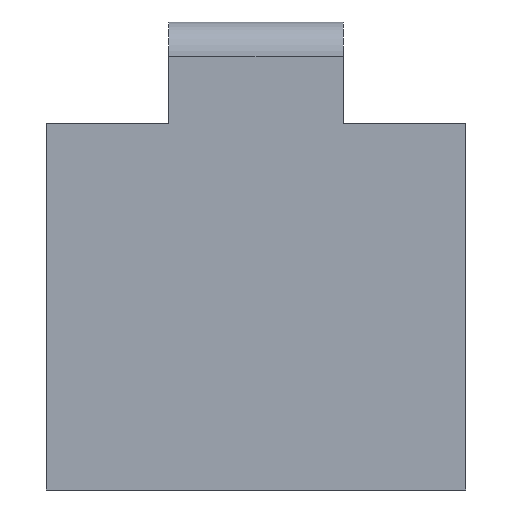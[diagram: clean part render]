
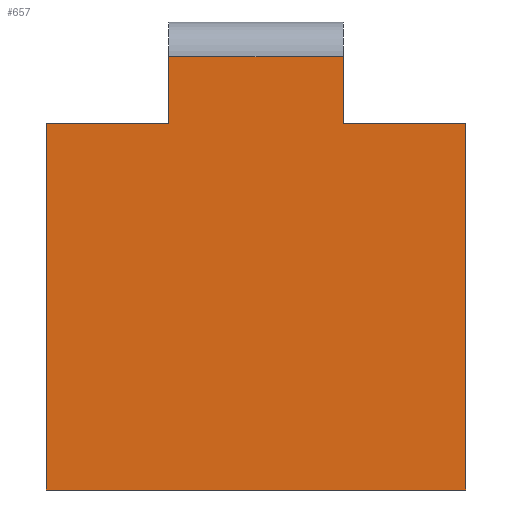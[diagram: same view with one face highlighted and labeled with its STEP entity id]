
A CAD part, front view. The second image highlights one B-rep face of the part: STEP entity #657.
In plain terms, the highlighted planar face has unit normal (0, -1, 0).
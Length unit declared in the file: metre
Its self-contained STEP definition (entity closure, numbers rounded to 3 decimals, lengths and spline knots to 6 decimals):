
#112=ORIENTED_EDGE('',*,*,#283,.T.);
#113=ORIENTED_EDGE('',*,*,#284,.F.);
#114=ORIENTED_EDGE('',*,*,#228,.F.);
#115=ORIENTED_EDGE('',*,*,#285,.T.);
#116=ORIENTED_EDGE('',*,*,#286,.T.);
#117=ORIENTED_EDGE('',*,*,#287,.F.);
#118=ORIENTED_EDGE('',*,*,#271,.F.);
#119=ORIENTED_EDGE('',*,*,#282,.T.);
#228=EDGE_CURVE('',#320,#321,#384,.T.);
#271=EDGE_CURVE('',#357,#355,#415,.T.);
#282=EDGE_CURVE('',#357,#364,#424,.T.);
#283=EDGE_CURVE('',#364,#365,#425,.T.);
#284=EDGE_CURVE('',#321,#365,#426,.T.);
#285=EDGE_CURVE('',#320,#366,#427,.T.);
#286=EDGE_CURVE('',#366,#367,#428,.T.);
#287=EDGE_CURVE('',#355,#367,#429,.T.);
#320=VERTEX_POINT('',#941);
#321=VERTEX_POINT('',#943);
#355=VERTEX_POINT('',#1026);
#357=VERTEX_POINT('',#1031);
#364=VERTEX_POINT('',#1051);
#365=VERTEX_POINT('',#1055);
#366=VERTEX_POINT('',#1058);
#367=VERTEX_POINT('',#1060);
#384=LINE('',#942,#456);
#415=LINE('',#1032,#487);
#424=LINE('',#1052,#496);
#425=LINE('',#1054,#497);
#426=LINE('',#1056,#498);
#427=LINE('',#1057,#499);
#428=LINE('',#1059,#500);
#429=LINE('',#1061,#501);
#456=VECTOR('',#755,1.);
#487=VECTOR('',#830,1.);
#496=VECTOR('',#847,1.);
#497=VECTOR('',#850,1.);
#498=VECTOR('',#851,1.);
#499=VECTOR('',#852,1.);
#500=VECTOR('',#853,1.);
#501=VECTOR('',#854,1.);
#545=EDGE_LOOP('',(#112,#113,#114,#115,#116,#117,#118,#119));
#591=FACE_BOUND('',#545,.T.);
#627=PLANE('',#720);
#657=ADVANCED_FACE('',(#591),#627,.F.);
#720=AXIS2_PLACEMENT_3D('',#1053,#848,#849);
#755=DIRECTION('',(1.,0.,0.));
#830=DIRECTION('',(1.,0.,0.));
#847=DIRECTION('',(0.,0.,-1.));
#848=DIRECTION('',(0.,1.,0.));
#849=DIRECTION('',(-1.,0.,0.));
#850=DIRECTION('',(1.,0.,0.));
#851=DIRECTION('',(0.,0.,-1.));
#852=DIRECTION('',(0.,0.,1.));
#853=DIRECTION('',(-1.,0.,0.));
#854=DIRECTION('',(0.,0.,1.));
#941=CARTESIAN_POINT('',(0.0025,-0.0171,0.0105));
#942=CARTESIAN_POINT('',(0.,-0.0171,0.0105));
#943=CARTESIAN_POINT('',(0.006,-0.0171,0.0105));
#1026=CARTESIAN_POINT('',(-0.0025,-0.0171,0.0105));
#1031=CARTESIAN_POINT('',(-0.006,-0.0171,0.0105));
#1032=CARTESIAN_POINT('',(0.,-0.0171,0.0105));
#1051=CARTESIAN_POINT('',(-0.006,-0.0171,0.));
#1052=CARTESIAN_POINT('',(-0.006,-0.0171,0.0105));
#1053=CARTESIAN_POINT('',(0.,-0.0171,0.0105));
#1054=CARTESIAN_POINT('',(0.,-0.0171,0.));
#1055=CARTESIAN_POINT('',(0.006,-0.0171,0.));
#1056=CARTESIAN_POINT('',(0.006,-0.0171,0.0105));
#1057=CARTESIAN_POINT('',(0.0025,-0.0171,0.01145));
#1058=CARTESIAN_POINT('',(0.0025,-0.0171,0.0124));
#1059=CARTESIAN_POINT('',(0.0025,-0.0171,0.0124));
#1060=CARTESIAN_POINT('',(-0.0025,-0.0171,0.0124));
#1061=CARTESIAN_POINT('',(-0.0025,-0.0171,0.01145));
